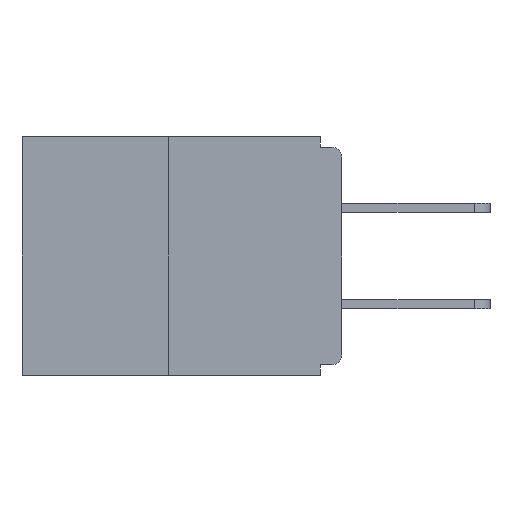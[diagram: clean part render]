
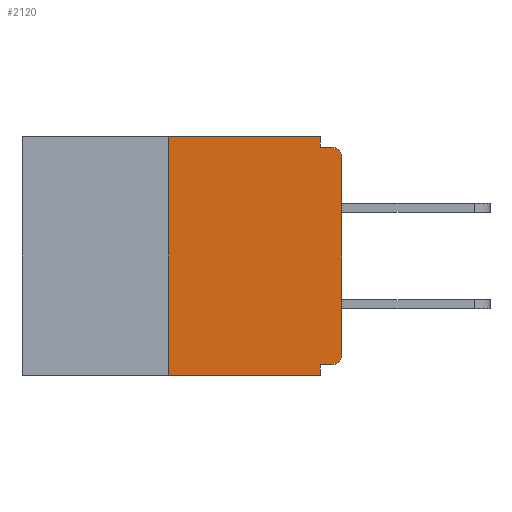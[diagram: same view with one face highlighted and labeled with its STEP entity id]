
A CAD part, left-side view. The second image highlights one B-rep face of the part: STEP entity #2120.
In plain terms, the highlighted planar face has unit normal (-1, 0, 0).
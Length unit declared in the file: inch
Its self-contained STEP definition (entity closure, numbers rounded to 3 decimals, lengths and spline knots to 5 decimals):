
#160 = EDGE_CURVE ( 'NONE', #2547, #10902, #4324, .T. ) ;
#167 = AXIS2_PLACEMENT_3D ( 'NONE', #8339, #7462, #11123 ) ;
#189 = CARTESIAN_POINT ( 'NONE',  ( 0., 0., -0.313 ) ) ;
#374 = DIRECTION ( 'NONE',  ( 0., 0., 1. ) ) ;
#676 = DIRECTION ( 'NONE',  ( 1., 0., 0. ) ) ;
#837 = LINE ( 'NONE', #1623, #3318 ) ;
#843 = VERTEX_POINT ( 'NONE', #9972 ) ;
#1403 = VERTEX_POINT ( 'NONE', #9984 ) ;
#1465 = CIRCLE ( 'NONE', #6556, 0.015 ) ;
#1563 = VERTEX_POINT ( 'NONE', #8842 ) ;
#1623 = CARTESIAN_POINT ( 'NONE',  ( 0., 0., -0.015 ) ) ;
#1685 = ORIENTED_EDGE ( 'NONE', *, *, #5588, .T. ) ;
#2093 = EDGE_CURVE ( 'NONE', #6689, #10902, #11670, .T. ) ;
#2120 = ADVANCED_FACE ( 'NONE', ( #9066 ), #11825, .F. ) ;
#2547 = VERTEX_POINT ( 'NONE', #8273 ) ;
#2710 = VERTEX_POINT ( 'NONE', #4903 ) ;
#3071 = CARTESIAN_POINT ( 'NONE',  ( 0., 0.015, -0.03 ) ) ;
#3110 = DIRECTION ( 'NONE',  ( 0., 0., -1. ) ) ;
#3318 = VECTOR ( 'NONE', #6195, 39.37008 ) ;
#3429 = ORIENTED_EDGE ( 'NONE', *, *, #6776, .F. ) ;
#3536 = VECTOR ( 'NONE', #9979, 39.37008 ) ;
#3695 = DIRECTION ( 'NONE',  ( 0., 0., -1. ) ) ;
#4038 = VECTOR ( 'NONE', #6949, 39.37008 ) ;
#4191 = ORIENTED_EDGE ( 'NONE', *, *, #10279, .F. ) ;
#4255 = LINE ( 'NONE', #10948, #3536 ) ;
#4324 = LINE ( 'NONE', #8861, #8919 ) ;
#4648 = VECTOR ( 'NONE', #10599, 39.37008 ) ;
#4676 = CARTESIAN_POINT ( 'NONE',  ( 0., 0.015, -0.328 ) ) ;
#4903 = CARTESIAN_POINT ( 'NONE',  ( 0., 0.031, -0.015 ) ) ;
#4920 = EDGE_CURVE ( 'NONE', #843, #2710, #7692, .T. ) ;
#4941 = VERTEX_POINT ( 'NONE', #8045 ) ;
#5016 = CARTESIAN_POINT ( 'NONE',  ( 0., 0., 0. ) ) ;
#5029 = EDGE_CURVE ( 'NONE', #4941, #1563, #1465, .T. ) ;
#5553 = AXIS2_PLACEMENT_3D ( 'NONE', #10010, #676, #8120 ) ;
#5588 = EDGE_CURVE ( 'NONE', #8849, #4941, #6243, .T. ) ;
#5733 = ORIENTED_EDGE ( 'NONE', *, *, #7287, .F. ) ;
#6195 = DIRECTION ( 'NONE',  ( 0., -1., 0. ) ) ;
#6243 = LINE ( 'NONE', #5016, #4648 ) ;
#6531 = EDGE_LOOP ( 'NONE', ( #6860, #3429, #9662, #10969, #4191, #10458, #1685, #6822, #5733, #7645 ) ) ;
#6556 = AXIS2_PLACEMENT_3D ( 'NONE', #3071, #8631, #3110 ) ;
#6684 = VECTOR ( 'NONE', #3695, 39.37008 ) ;
#6689 = VERTEX_POINT ( 'NONE', #10250 ) ;
#6759 = CARTESIAN_POINT ( 'NONE',  ( 0., 0.25, 0. ) ) ;
#6776 = EDGE_CURVE ( 'NONE', #6689, #1403, #10109, .T. ) ;
#6822 = ORIENTED_EDGE ( 'NONE', *, *, #5029, .T. ) ;
#6860 = ORIENTED_EDGE ( 'NONE', *, *, #11841, .F. ) ;
#6861 = DIRECTION ( 'NONE',  ( 0., 1., 0. ) ) ;
#6912 = CARTESIAN_POINT ( 'NONE',  ( 0., 0.46, -0.343 ) ) ;
#6930 = CARTESIAN_POINT ( 'NONE',  ( 0., 0., -0.328 ) ) ;
#6949 = DIRECTION ( 'NONE',  ( 0., -1., 0. ) ) ;
#6971 = VERTEX_POINT ( 'NONE', #4676 ) ;
#7131 = DIRECTION ( 'NONE',  ( 0., 0., -1. ) ) ;
#7287 = EDGE_CURVE ( 'NONE', #2710, #1563, #837, .T. ) ;
#7462 = DIRECTION ( 'NONE',  ( -1., 0., 0. ) ) ;
#7645 = ORIENTED_EDGE ( 'NONE', *, *, #4920, .F. ) ;
#7692 = LINE ( 'NONE', #9247, #6684 ) ;
#8045 = CARTESIAN_POINT ( 'NONE',  ( 0., 0., -0.03 ) ) ;
#8120 = DIRECTION ( 'NONE',  ( 0., 0., -1. ) ) ;
#8179 = VECTOR ( 'NONE', #6861, 39.37008 ) ;
#8273 = CARTESIAN_POINT ( 'NONE',  ( 0., 0.031, -0.328 ) ) ;
#8339 = CARTESIAN_POINT ( 'NONE',  ( 0., 0.015, -0.313 ) ) ;
#8631 = DIRECTION ( 'NONE',  ( -1., 0., 0. ) ) ;
#8737 = EDGE_CURVE ( 'NONE', #6971, #8849, #9786, .T. ) ;
#8842 = CARTESIAN_POINT ( 'NONE',  ( 0., 0.015, -0.015 ) ) ;
#8849 = VERTEX_POINT ( 'NONE', #189 ) ;
#8861 = CARTESIAN_POINT ( 'NONE',  ( 0., 0.031, -0.343 ) ) ;
#8919 = VECTOR ( 'NONE', #7131, 39.37008 ) ;
#9066 = FACE_OUTER_BOUND ( 'NONE', #6531, .T. ) ;
#9247 = CARTESIAN_POINT ( 'NONE',  ( 0., 0.031, 0. ) ) ;
#9662 = ORIENTED_EDGE ( 'NONE', *, *, #2093, .T. ) ;
#9786 = CIRCLE ( 'NONE', #167, 0.015 ) ;
#9972 = CARTESIAN_POINT ( 'NONE',  ( 0., 0.031, 0. ) ) ;
#9979 = DIRECTION ( 'NONE',  ( 0., -1., 0. ) ) ;
#9984 = CARTESIAN_POINT ( 'NONE',  ( 0., 0.25, 0. ) ) ;
#10010 = CARTESIAN_POINT ( 'NONE',  ( 0., 0.46, 0. ) ) ;
#10109 = LINE ( 'NONE', #6759, #10240 ) ;
#10240 = VECTOR ( 'NONE', #374, 39.37008 ) ;
#10250 = CARTESIAN_POINT ( 'NONE',  ( 0., 0.25, -0.343 ) ) ;
#10279 = EDGE_CURVE ( 'NONE', #6971, #2547, #10617, .T. ) ;
#10458 = ORIENTED_EDGE ( 'NONE', *, *, #8737, .T. ) ;
#10599 = DIRECTION ( 'NONE',  ( 0., 0., 1. ) ) ;
#10617 = LINE ( 'NONE', #6930, #8179 ) ;
#10723 = CARTESIAN_POINT ( 'NONE',  ( 0., 0.031, -0.343 ) ) ;
#10902 = VERTEX_POINT ( 'NONE', #10723 ) ;
#10948 = CARTESIAN_POINT ( 'NONE',  ( 0., 0.46, 0. ) ) ;
#10969 = ORIENTED_EDGE ( 'NONE', *, *, #160, .F. ) ;
#11123 = DIRECTION ( 'NONE',  ( 0., 0., -1. ) ) ;
#11670 = LINE ( 'NONE', #6912, #4038 ) ;
#11825 = PLANE ( 'NONE',  #5553 ) ;
#11841 = EDGE_CURVE ( 'NONE', #1403, #843, #4255, .T. ) ;
